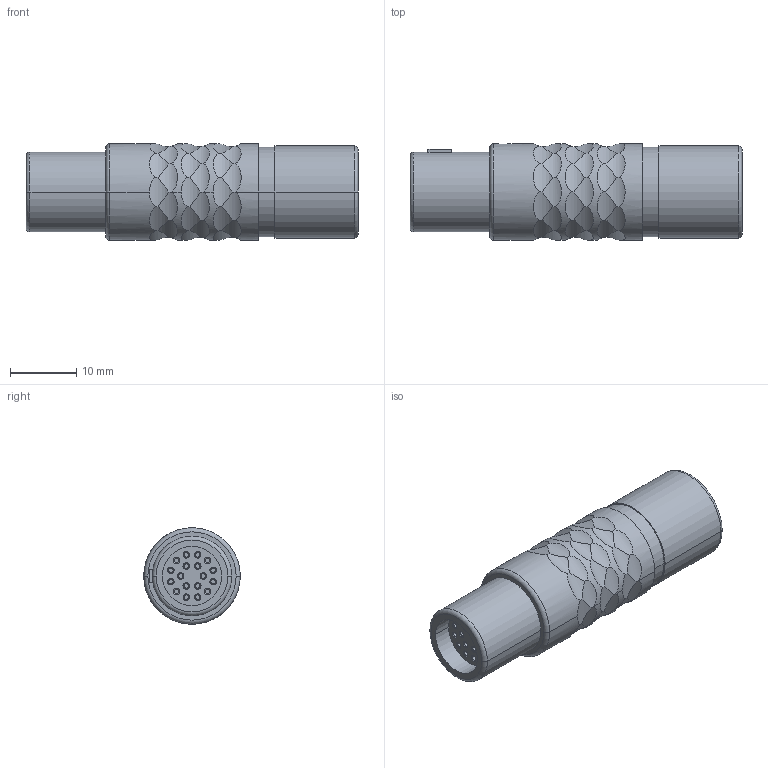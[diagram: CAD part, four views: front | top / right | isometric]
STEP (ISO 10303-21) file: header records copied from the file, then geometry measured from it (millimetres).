
FILE_DESCRIPTION((''),'2;1');
FILE_NAME('S12L0C-P18L','2013-01-23T',('RTrager'),(''),'PRO/ENGINEER BY PARAMETRIC TECHNOLOGY CORPORATION, 2010330','PRO/ENGINEER BY PARAMETRIC TECHNOLOGY CORPORATION, 2010330','');
FILE_SCHEMA(('CONFIG_CONTROL_DESIGN'));
Length unit declared in the file: millimetre
Products named in the file (1): S12L0C-P18L
Bounding box: 50 x 14.5 x 14.5 mm (x, y, z)
Volume: 5475 mm3; surface area: 3818.3 mm2
Topology: 1 solids, 1 shells, 371 faces, 924 edges, 598 vertices
Faces by surface type: cylinder 228, plane 74, cone 36, torus 24, bspline 9
Entity records: 13243 total; most frequent: CARTESIAN_POINT 4600, ORIENTED_EDGE 1848, DIRECTION 1730, EDGE_CURVE 924, AXIS2_PLACEMENT_3D 727, VERTEX_POINT 598, EDGE_LOOP 414, FACE_OUTER_BOUND 371
